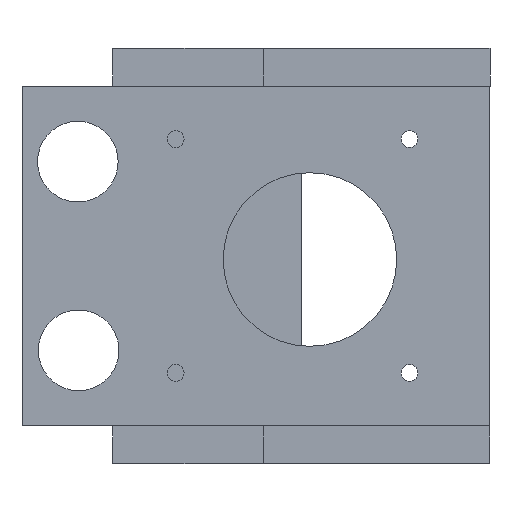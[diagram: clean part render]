
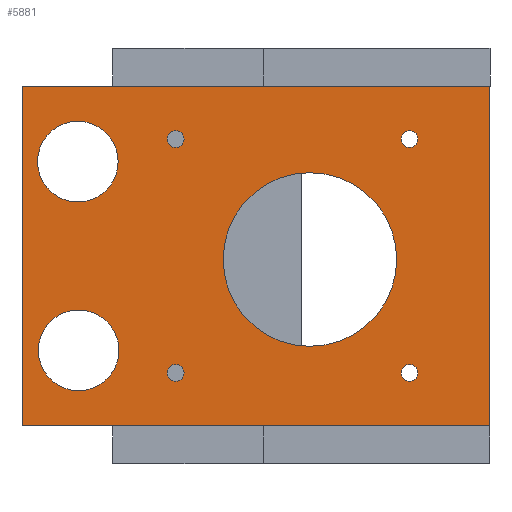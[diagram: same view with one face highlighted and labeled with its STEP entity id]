
A CAD part, left-side view. The second image highlights one B-rep face of the part: STEP entity #5881.
In plain terms, the highlighted planar face has unit normal (-1, 0, 0).
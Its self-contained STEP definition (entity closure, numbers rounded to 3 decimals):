
#51=FACE_BOUND('',#672,.T.);
#52=FACE_BOUND('',#673,.T.);
#53=FACE_BOUND('',#674,.T.);
#54=FACE_BOUND('',#675,.T.);
#55=FACE_BOUND('',#676,.T.);
#56=FACE_BOUND('',#677,.T.);
#57=FACE_BOUND('',#678,.T.);
#85=CIRCLE('',#6203,1.125);
#86=CIRCLE('',#6205,1.125);
#87=CIRCLE('',#6207,1.125);
#88=CIRCLE('',#6209,1.125);
#89=CIRCLE('',#6211,5.344);
#90=CIRCLE('',#6212,5.344);
#91=CIRCLE('',#6213,11.5);
#366=FACE_OUTER_BOUND('',#671,.T.);
#671=EDGE_LOOP('',(#5225,#5226,#5227,#5228,#5229,#5230));
#672=EDGE_LOOP('',(#5231));
#673=EDGE_LOOP('',(#5232));
#674=EDGE_LOOP('',(#5233));
#675=EDGE_LOOP('',(#5234));
#676=EDGE_LOOP('',(#5235));
#677=EDGE_LOOP('',(#5236));
#678=EDGE_LOOP('',(#5237));
#1432=LINE('',#9156,#2230);
#1439=LINE('',#9168,#2237);
#1464=LINE('',#9256,#2262);
#1465=LINE('',#9259,#2263);
#1470=LINE('',#9268,#2268);
#1476=LINE('',#9287,#2274);
#2230=VECTOR('',#7458,10.);
#2237=VECTOR('',#7467,10.);
#2262=VECTOR('',#7560,10.);
#2263=VECTOR('',#7563,10.);
#2268=VECTOR('',#7572,10.);
#2274=VECTOR('',#7596,10.);
#2767=VERTEX_POINT('',#9073);
#2799=VERTEX_POINT('',#9153);
#2800=VERTEX_POINT('',#9155);
#2833=VERTEX_POINT('',#9254);
#2834=VERTEX_POINT('',#9258);
#2836=VERTEX_POINT('',#9267);
#2837=VERTEX_POINT('',#9271);
#2838=VERTEX_POINT('',#9275);
#2839=VERTEX_POINT('',#9279);
#2840=VERTEX_POINT('',#9283);
#2841=VERTEX_POINT('',#9288);
#2842=VERTEX_POINT('',#9290);
#2843=VERTEX_POINT('',#9292);
#3586=EDGE_CURVE('',#2800,#2799,#1432,.T.);
#3593=EDGE_CURVE('',#2799,#2767,#1439,.T.);
#3635=EDGE_CURVE('',#2767,#2833,#1464,.T.);
#3636=EDGE_CURVE('',#2834,#2800,#1465,.T.);
#3641=EDGE_CURVE('',#2836,#2834,#1470,.T.);
#3643=EDGE_CURVE('',#2837,#2837,#85,.T.);
#3645=EDGE_CURVE('',#2838,#2838,#86,.T.);
#3647=EDGE_CURVE('',#2839,#2839,#87,.T.);
#3649=EDGE_CURVE('',#2840,#2840,#88,.T.);
#3651=EDGE_CURVE('',#2833,#2836,#1476,.T.);
#3652=EDGE_CURVE('',#2841,#2841,#89,.T.);
#3653=EDGE_CURVE('',#2842,#2842,#90,.T.);
#3654=EDGE_CURVE('',#2843,#2843,#91,.T.);
#5225=ORIENTED_EDGE('',*,*,#3586,.T.);
#5226=ORIENTED_EDGE('',*,*,#3593,.T.);
#5227=ORIENTED_EDGE('',*,*,#3635,.T.);
#5228=ORIENTED_EDGE('',*,*,#3651,.T.);
#5229=ORIENTED_EDGE('',*,*,#3641,.T.);
#5230=ORIENTED_EDGE('',*,*,#3636,.T.);
#5231=ORIENTED_EDGE('',*,*,#3652,.T.);
#5232=ORIENTED_EDGE('',*,*,#3653,.T.);
#5233=ORIENTED_EDGE('',*,*,#3649,.T.);
#5234=ORIENTED_EDGE('',*,*,#3647,.T.);
#5235=ORIENTED_EDGE('',*,*,#3654,.T.);
#5236=ORIENTED_EDGE('',*,*,#3645,.T.);
#5237=ORIENTED_EDGE('',*,*,#3643,.T.);
#5604=PLANE('',#6210);
#5881=ADVANCED_FACE('',(#366,#51,#52,#53,#54,#55,#56,#57),#5604,.T.);
#6203=AXIS2_PLACEMENT_3D('',#9272,#7576,#7577);
#6205=AXIS2_PLACEMENT_3D('',#9276,#7581,#7582);
#6207=AXIS2_PLACEMENT_3D('',#9280,#7586,#7587);
#6209=AXIS2_PLACEMENT_3D('',#9284,#7591,#7592);
#6210=AXIS2_PLACEMENT_3D('',#9286,#7594,#7595);
#6211=AXIS2_PLACEMENT_3D('',#9289,#7597,#7598);
#6212=AXIS2_PLACEMENT_3D('',#9291,#7599,#7600);
#6213=AXIS2_PLACEMENT_3D('',#9293,#7601,#7602);
#7458=DIRECTION('',(0.,0.,1.));
#7467=DIRECTION('',(0.,1.,0.));
#7560=DIRECTION('',(0.,1.,0.));
#7563=DIRECTION('',(0.,-1.,0.));
#7572=DIRECTION('',(0.,-1.,0.));
#7576=DIRECTION('center_axis',(1.,0.,0.));
#7577=DIRECTION('ref_axis',(0.,0.,1.));
#7581=DIRECTION('center_axis',(1.,0.,0.));
#7582=DIRECTION('ref_axis',(0.,0.,1.));
#7586=DIRECTION('center_axis',(1.,0.,0.));
#7587=DIRECTION('ref_axis',(0.,0.,1.));
#7591=DIRECTION('center_axis',(1.,0.,0.));
#7592=DIRECTION('ref_axis',(0.,0.,1.));
#7594=DIRECTION('center_axis',(-1.,0.,0.));
#7595=DIRECTION('ref_axis',(0.,0.,1.));
#7596=DIRECTION('',(0.,0.,-1.));
#7597=DIRECTION('center_axis',(1.,0.,0.));
#7598=DIRECTION('ref_axis',(0.,-1.,0.));
#7599=DIRECTION('center_axis',(1.,0.,0.));
#7600=DIRECTION('ref_axis',(0.,-1.,0.));
#7601=DIRECTION('center_axis',(1.,0.,0.));
#7602=DIRECTION('ref_axis',(0.,0.,1.));
#9073=CARTESIAN_POINT('',(-8.995,50.,100.));
#9153=CARTESIAN_POINT('',(-8.995,0.,100.));
#9155=CARTESIAN_POINT('',(-8.995,0.,55.));
#9156=CARTESIAN_POINT('',(-8.995,0.,66.25));
#9168=CARTESIAN_POINT('',(-8.995,-5.,100.));
#9254=CARTESIAN_POINT('',(-8.995,62.,100.));
#9256=CARTESIAN_POINT('',(-8.995,-5.,100.));
#9258=CARTESIAN_POINT('',(-8.995,50.,55.));
#9259=CARTESIAN_POINT('',(-8.995,45.,55.));
#9267=CARTESIAN_POINT('',(-8.995,62.,55.));
#9268=CARTESIAN_POINT('',(-8.995,45.,55.));
#9271=CARTESIAN_POINT('',(-8.995,10.65,60.875));
#9272=CARTESIAN_POINT('Origin',(-8.995,10.65,62.));
#9275=CARTESIAN_POINT('',(-8.995,10.65,91.875));
#9276=CARTESIAN_POINT('Origin',(-8.995,10.65,93.));
#9279=CARTESIAN_POINT('',(-8.995,41.65,91.875));
#9280=CARTESIAN_POINT('Origin',(-8.995,41.65,93.));
#9283=CARTESIAN_POINT('',(-8.995,41.65,60.875));
#9284=CARTESIAN_POINT('Origin',(-8.995,41.65,62.));
#9286=CARTESIAN_POINT('Origin',(-8.995,20.,77.5));
#9287=CARTESIAN_POINT('',(-8.995,62.,100.));
#9288=CARTESIAN_POINT('',(-8.995,59.944,90.));
#9289=CARTESIAN_POINT('Origin',(-8.995,54.6,90.));
#9290=CARTESIAN_POINT('',(-8.995,59.844,65.));
#9291=CARTESIAN_POINT('Origin',(-8.995,54.5,65.));
#9292=CARTESIAN_POINT('',(-8.995,12.346,77.036));
#9293=CARTESIAN_POINT('Origin',(-8.995,23.846,77.036));
